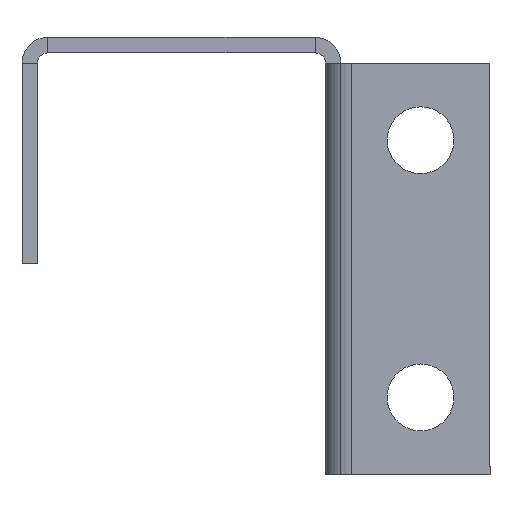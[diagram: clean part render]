
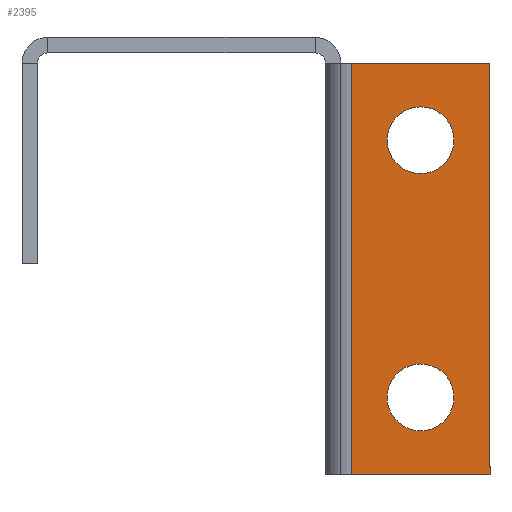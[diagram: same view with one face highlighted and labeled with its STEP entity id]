
A CAD part, left-side view. The second image highlights one B-rep face of the part: STEP entity #2395.
In plain terms, the highlighted planar face has unit normal (-1, 0, 0).
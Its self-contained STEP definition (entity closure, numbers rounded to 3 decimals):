
#52 = DIRECTION ( 'NONE',  ( -1., 0., 0. ) ) ;
#108 = VERTEX_POINT ( 'NONE', #1030 ) ;
#152 = CARTESIAN_POINT ( 'NONE',  ( -726.5, -38.75, -10. ) ) ;
#159 = EDGE_CURVE ( 'NONE', #4926, #1290, #5053, .T. ) ;
#207 = CARTESIAN_POINT ( 'NONE',  ( -726.5, -38.75, -10. ) ) ;
#212 = CARTESIAN_POINT ( 'NONE',  ( -726.5, -32., -2.5 ) ) ;
#295 = VERTEX_POINT ( 'NONE', #4362 ) ;
#305 = PLANE ( 'NONE',  #4538 ) ;
#362 = CIRCLE ( 'NONE', #2825, 3.25 ) ;
#383 = AXIS2_PLACEMENT_3D ( 'NONE', #766, #3500, #1486 ) ;
#546 = LINE ( 'NONE', #212, #4808 ) ;
#613 = LINE ( 'NONE', #1819, #2461 ) ;
#678 = VECTOR ( 'NONE', #1276, 1000. ) ;
#708 = EDGE_CURVE ( 'NONE', #1992, #1259, #546, .T. ) ;
#766 = CARTESIAN_POINT ( 'NONE',  ( -726.5, -38.75, -35. ) ) ;
#1019 = CARTESIAN_POINT ( 'NONE',  ( -726.5, -42., -10. ) ) ;
#1030 = CARTESIAN_POINT ( 'NONE',  ( -726.5, -35.5, -35. ) ) ;
#1063 = VECTOR ( 'NONE', #1756, 1000. ) ;
#1259 = VERTEX_POINT ( 'NONE', #2042 ) ;
#1276 = DIRECTION ( 'NONE',  ( 0., 1., 0. ) ) ;
#1290 = VERTEX_POINT ( 'NONE', #1019 ) ;
#1310 = EDGE_LOOP ( 'NONE', ( #4683, #3414 ) ) ;
#1402 = ORIENTED_EDGE ( 'NONE', *, *, #3097, .F. ) ;
#1438 = DIRECTION ( 'NONE',  ( 0., 0., 1. ) ) ;
#1486 = DIRECTION ( 'NONE',  ( 0., -1., 0. ) ) ;
#1538 = CARTESIAN_POINT ( 'NONE',  ( -726.5, 0., 0. ) ) ;
#1564 = FACE_OUTER_BOUND ( 'NONE', #2314, .T. ) ;
#1599 = CARTESIAN_POINT ( 'NONE',  ( -726.5, -32., -42.5 ) ) ;
#1753 = ORIENTED_EDGE ( 'NONE', *, *, #2514, .T. ) ;
#1756 = DIRECTION ( 'NONE',  ( 0., -1., 0. ) ) ;
#1779 = DIRECTION ( 'NONE',  ( 0., 0., 1. ) ) ;
#1809 = CARTESIAN_POINT ( 'NONE',  ( -726.5, -45.5, -2.5 ) ) ;
#1819 = CARTESIAN_POINT ( 'NONE',  ( -726.5, -45.5, 0. ) ) ;
#1854 = ORIENTED_EDGE ( 'NONE', *, *, #708, .F. ) ;
#1870 = DIRECTION ( 'NONE',  ( 0., 0., -1. ) ) ;
#1938 = CIRCLE ( 'NONE', #383, 3.25 ) ;
#1992 = VERTEX_POINT ( 'NONE', #1599 ) ;
#2042 = CARTESIAN_POINT ( 'NONE',  ( -726.5, -32., -2.5 ) ) ;
#2168 = CARTESIAN_POINT ( 'NONE',  ( -726.5, 0., -42.5 ) ) ;
#2217 = CIRCLE ( 'NONE', #4038, 3.25 ) ;
#2253 = EDGE_CURVE ( 'NONE', #295, #3330, #613, .T. ) ;
#2314 = EDGE_LOOP ( 'NONE', ( #1854, #4503, #3027, #1753 ) ) ;
#2395 = ADVANCED_FACE ( 'NONE', ( #5096, #3916, #1564 ), #305, .F. ) ;
#2461 = VECTOR ( 'NONE', #1438, 1000. ) ;
#2482 = LINE ( 'NONE', #4802, #678 ) ;
#2514 = EDGE_CURVE ( 'NONE', #3330, #1259, #2482, .T. ) ;
#2575 = VERTEX_POINT ( 'NONE', #4631 ) ;
#2629 = EDGE_CURVE ( 'NONE', #108, #2575, #2217, .T. ) ;
#2756 = DIRECTION ( 'NONE',  ( 0., -1., 0. ) ) ;
#2825 = AXIS2_PLACEMENT_3D ( 'NONE', #152, #4052, #4519 ) ;
#2887 = AXIS2_PLACEMENT_3D ( 'NONE', #207, #52, #2756 ) ;
#3027 = ORIENTED_EDGE ( 'NONE', *, *, #2253, .T. ) ;
#3097 = EDGE_CURVE ( 'NONE', #2575, #108, #1938, .T. ) ;
#3140 = DIRECTION ( 'NONE',  ( 1., 0., 0. ) ) ;
#3275 = EDGE_CURVE ( 'NONE', #1992, #295, #4016, .T. ) ;
#3288 = DIRECTION ( 'NONE',  ( 0., -1., 0. ) ) ;
#3330 = VERTEX_POINT ( 'NONE', #1809 ) ;
#3414 = ORIENTED_EDGE ( 'NONE', *, *, #159, .F. ) ;
#3500 = DIRECTION ( 'NONE',  ( -1., 0., 0. ) ) ;
#3780 = CARTESIAN_POINT ( 'NONE',  ( -726.5, -35.5, -10. ) ) ;
#3853 = CARTESIAN_POINT ( 'NONE',  ( -726.5, -38.75, -35. ) ) ;
#3916 = FACE_BOUND ( 'NONE', #1310, .T. ) ;
#3926 = EDGE_CURVE ( 'NONE', #1290, #4926, #362, .T. ) ;
#4016 = LINE ( 'NONE', #2168, #1063 ) ;
#4038 = AXIS2_PLACEMENT_3D ( 'NONE', #3853, #4486, #3288 ) ;
#4052 = DIRECTION ( 'NONE',  ( -1., 0., 0. ) ) ;
#4362 = CARTESIAN_POINT ( 'NONE',  ( -726.5, -45.5, -42.5 ) ) ;
#4486 = DIRECTION ( 'NONE',  ( -1., 0., 0. ) ) ;
#4503 = ORIENTED_EDGE ( 'NONE', *, *, #3275, .T. ) ;
#4519 = DIRECTION ( 'NONE',  ( 0., -1., 0. ) ) ;
#4538 = AXIS2_PLACEMENT_3D ( 'NONE', #1538, #3140, #1870 ) ;
#4593 = ORIENTED_EDGE ( 'NONE', *, *, #2629, .F. ) ;
#4631 = CARTESIAN_POINT ( 'NONE',  ( -726.5, -42., -35. ) ) ;
#4683 = ORIENTED_EDGE ( 'NONE', *, *, #3926, .F. ) ;
#4754 = EDGE_LOOP ( 'NONE', ( #1402, #4593 ) ) ;
#4802 = CARTESIAN_POINT ( 'NONE',  ( -726.5, 0., -2.5 ) ) ;
#4808 = VECTOR ( 'NONE', #1779, 1000. ) ;
#4926 = VERTEX_POINT ( 'NONE', #3780 ) ;
#5053 = CIRCLE ( 'NONE', #2887, 3.25 ) ;
#5096 = FACE_BOUND ( 'NONE', #4754, .T. ) ;
